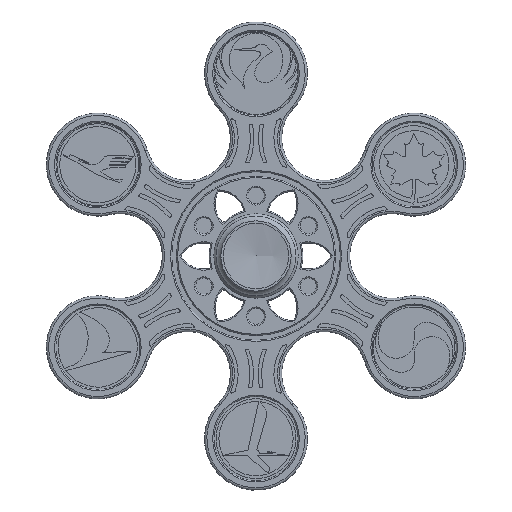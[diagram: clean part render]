
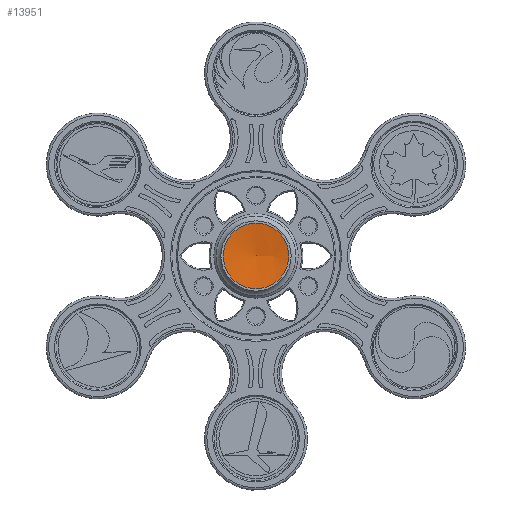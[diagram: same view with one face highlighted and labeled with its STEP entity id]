
A CAD part, top view. The second image highlights one B-rep face of the part: STEP entity #13951.
In plain terms, the highlighted spherical face has radius 33.042 mm.
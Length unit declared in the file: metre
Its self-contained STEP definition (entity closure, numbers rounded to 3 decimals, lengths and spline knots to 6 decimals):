
#158=SPHERICAL_SURFACE('',#16347,0.033042);
#4001=ORIENTED_EDGE('',*,*,#7487,.F.);
#7487=EDGE_CURVE('',#9337,#9337,#10696,.T.);
#9337=VERTEX_POINT('',#23640);
#10696=CIRCLE('',#16346,0.007);
#11591=EDGE_LOOP('',(#4001));
#12645=FACE_BOUND('',#11591,.T.);
#13951=ADVANCED_FACE('',(#12645),#158,.F.);
#16346=AXIS2_PLACEMENT_3D('',#23639,#19149,#19150);
#16347=AXIS2_PLACEMENT_3D('',#23641,#19151,#19152);
#19149=DIRECTION('',(0.,0.,-1.));
#19150=DIRECTION('',(-1.,0.,0.));
#19151=DIRECTION('',(0.,0.,-1.));
#19152=DIRECTION('',(1.,0.,0.));
#23639=CARTESIAN_POINT('',(0.,0.,0.0045));
#23640=CARTESIAN_POINT('',(-0.007,0.,0.0045));
#23641=CARTESIAN_POINT('',(0.,0.,0.036792));
